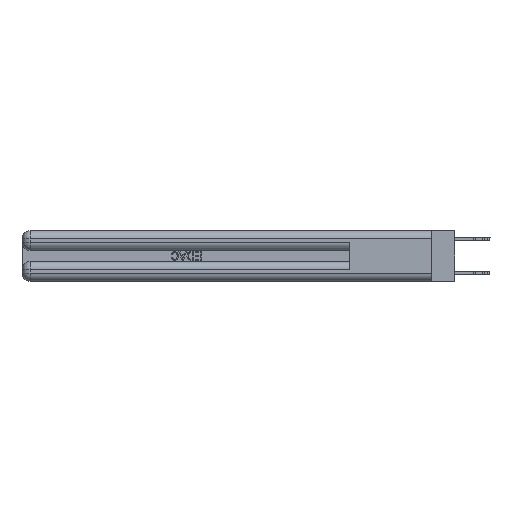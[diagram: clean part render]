
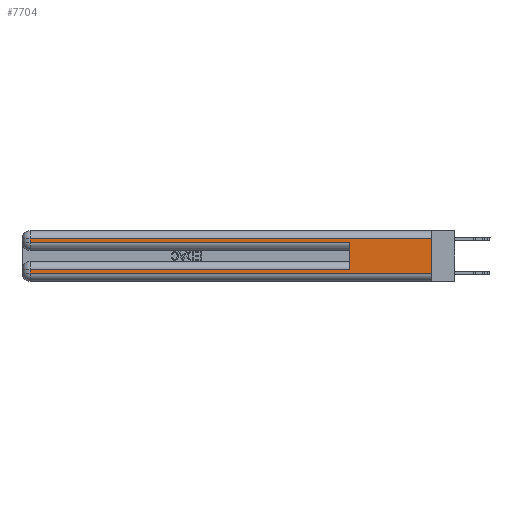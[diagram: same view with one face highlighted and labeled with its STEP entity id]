
A CAD part, left-side view. The second image highlights one B-rep face of the part: STEP entity #7704.
In plain terms, the highlighted planar face has unit normal (-1, 0, 0).
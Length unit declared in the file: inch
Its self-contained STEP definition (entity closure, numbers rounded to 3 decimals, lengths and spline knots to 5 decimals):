
#548 = ORIENTED_EDGE ( 'NONE', *, *, #14570, .F. ) ;
#1089 = FACE_OUTER_BOUND ( 'NONE', #10858, .T. ) ;
#1309 = CARTESIAN_POINT ( 'NONE',  ( 0., 0., 0.085 ) ) ;
#1333 = ORIENTED_EDGE ( 'NONE', *, *, #23931, .T. ) ;
#1457 = CARTESIAN_POINT ( 'NONE',  ( 0., 0., 0.31 ) ) ;
#1555 = VECTOR ( 'NONE', #14694, 39.37008 ) ;
#1772 = EDGE_CURVE ( 'NONE', #13121, #2330, #31334, .T. ) ;
#2065 = CARTESIAN_POINT ( 'NONE',  ( 0., 0., 0.31 ) ) ;
#2236 = AXIS2_PLACEMENT_3D ( 'NONE', #6698, #28757, #20441 ) ;
#2330 = VERTEX_POINT ( 'NONE', #29637 ) ;
#2673 = CARTESIAN_POINT ( 'NONE',  ( 0., 0.6, 0.145 ) ) ;
#4334 = DIRECTION ( 'NONE',  ( 0., 0., 1. ) ) ;
#4555 = LINE ( 'NONE', #15051, #28528 ) ;
#6289 = LINE ( 'NONE', #17492, #27298 ) ;
#6698 = CARTESIAN_POINT ( 'NONE',  ( 0., 0., 0.37 ) ) ;
#7135 = ORIENTED_EDGE ( 'NONE', *, *, #21220, .T. ) ;
#7452 = VERTEX_POINT ( 'NONE', #10706 ) ;
#7704 = ADVANCED_FACE ( 'NONE', ( #1089 ), #20790, .F. ) ;
#8797 = CARTESIAN_POINT ( 'NONE',  ( 0., 0.6, 0.285 ) ) ;
#9357 = ORIENTED_EDGE ( 'NONE', *, *, #11448, .T. ) ;
#10286 = LINE ( 'NONE', #12646, #14497 ) ;
#10706 = CARTESIAN_POINT ( 'NONE',  ( 0., 2.94, 0.31 ) ) ;
#10717 = ORIENTED_EDGE ( 'NONE', *, *, #29843, .T. ) ;
#10858 = EDGE_LOOP ( 'NONE', ( #548, #1333, #7135, #22701, #33156, #20171, #10717, #9357 ) ) ;
#10956 = CARTESIAN_POINT ( 'NONE',  ( 0., 2.94, 0.06 ) ) ;
#11436 = LINE ( 'NONE', #30775, #22450 ) ;
#11448 = EDGE_CURVE ( 'NONE', #35034, #31283, #20236, .T. ) ;
#12392 = CARTESIAN_POINT ( 'NONE',  ( 0., 0., 0.06 ) ) ;
#12646 = CARTESIAN_POINT ( 'NONE',  ( 0., 0., 0.285 ) ) ;
#12808 = VECTOR ( 'NONE', #21109, 39.37008 ) ;
#13121 = VERTEX_POINT ( 'NONE', #18366 ) ;
#14497 = VECTOR ( 'NONE', #29089, 39.37008 ) ;
#14570 = EDGE_CURVE ( 'NONE', #16601, #31283, #6289, .T. ) ;
#14694 = DIRECTION ( 'NONE',  ( 0., 1., 0. ) ) ;
#15051 = CARTESIAN_POINT ( 'NONE',  ( 0., 2.94, 0.37 ) ) ;
#16401 = VECTOR ( 'NONE', #26952, 39.37008 ) ;
#16494 = DIRECTION ( 'NONE',  ( 0., 0., -1. ) ) ;
#16601 = VERTEX_POINT ( 'NONE', #2065 ) ;
#17492 = CARTESIAN_POINT ( 'NONE',  ( 0., 0., 0.37 ) ) ;
#17589 = DIRECTION ( 'NONE',  ( 0., 0., -1. ) ) ;
#18366 = CARTESIAN_POINT ( 'NONE',  ( 0., 0.6, 0.085 ) ) ;
#20171 = ORIENTED_EDGE ( 'NONE', *, *, #1772, .T. ) ;
#20236 = LINE ( 'NONE', #31257, #12808 ) ;
#20441 = DIRECTION ( 'NONE',  ( 0., 0., -1. ) ) ;
#20790 = PLANE ( 'NONE',  #2236 ) ;
#21109 = DIRECTION ( 'NONE',  ( 0., -1., 0. ) ) ;
#21220 = EDGE_CURVE ( 'NONE', #7452, #24802, #11436, .T. ) ;
#21500 = EDGE_CURVE ( 'NONE', #13121, #29203, #22612, .T. ) ;
#22450 = VECTOR ( 'NONE', #16494, 39.37008 ) ;
#22612 = LINE ( 'NONE', #2673, #33432 ) ;
#22701 = ORIENTED_EDGE ( 'NONE', *, *, #24188, .T. ) ;
#23508 = LINE ( 'NONE', #1457, #16401 ) ;
#23931 = EDGE_CURVE ( 'NONE', #16601, #7452, #23508, .T. ) ;
#24188 = EDGE_CURVE ( 'NONE', #24802, #29203, #10286, .T. ) ;
#24659 = CARTESIAN_POINT ( 'NONE',  ( 0., 2.94, 0.285 ) ) ;
#24802 = VERTEX_POINT ( 'NONE', #24659 ) ;
#25616 = DIRECTION ( 'NONE',  ( 0., 0., -1. ) ) ;
#26952 = DIRECTION ( 'NONE',  ( 0., 1., 0. ) ) ;
#27298 = VECTOR ( 'NONE', #25616, 39.37008 ) ;
#28528 = VECTOR ( 'NONE', #17589, 39.37008 ) ;
#28757 = DIRECTION ( 'NONE',  ( 1., 0., 0. ) ) ;
#29089 = DIRECTION ( 'NONE',  ( 0., -1., 0. ) ) ;
#29203 = VERTEX_POINT ( 'NONE', #8797 ) ;
#29637 = CARTESIAN_POINT ( 'NONE',  ( 0., 2.94, 0.085 ) ) ;
#29843 = EDGE_CURVE ( 'NONE', #2330, #35034, #4555, .T. ) ;
#30775 = CARTESIAN_POINT ( 'NONE',  ( 0., 2.94, 0.37 ) ) ;
#31257 = CARTESIAN_POINT ( 'NONE',  ( 0., 0., 0.06 ) ) ;
#31283 = VERTEX_POINT ( 'NONE', #12392 ) ;
#31334 = LINE ( 'NONE', #1309, #1555 ) ;
#33156 = ORIENTED_EDGE ( 'NONE', *, *, #21500, .F. ) ;
#33432 = VECTOR ( 'NONE', #4334, 39.37008 ) ;
#35034 = VERTEX_POINT ( 'NONE', #10956 ) ;
